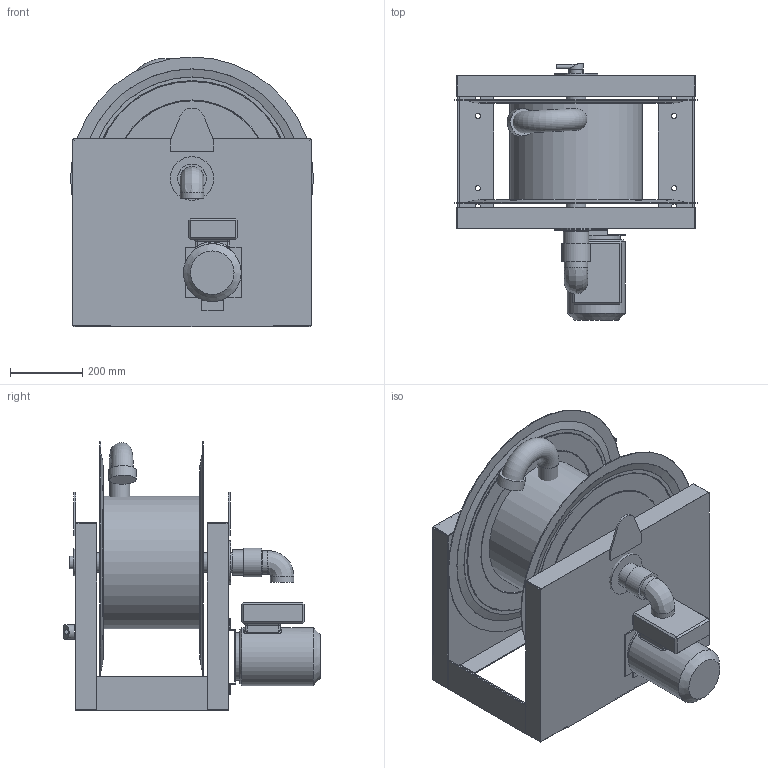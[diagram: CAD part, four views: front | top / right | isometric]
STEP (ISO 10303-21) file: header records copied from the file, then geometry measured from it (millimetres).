
FILE_DESCRIPTION(/* description */ ('Unknown'),/* implementation_level */ '2;1');
FILE_NAME(/* name */ '7721601.100',/* time_stamp */ '2016-08-03T08:43:18+02:00',/* author */ ('Unknown'),/* organization */ ('Unknown'),/* preprocessor_version */ 'ST-DEVELOPER v16.7',/* originating_system */ 'DEX',/* authorisation */ $);
FILE_SCHEMA (('AUTOMOTIVE_DESIGN {1 0 10303 214 3 1 1}'));
Length unit declared in the file: millimetre
Products named in the file (22): 7721601.100; B1467; B1485; B1487; G298; B1099; S650; E062; P223; G341; G342; G436; S651; G631; G624; G340; G339; B1108; B987; G167; S591; B1114
Assembly tree (23 placements, depth 2):
  7721601.100
    B1467
    B1485
    B1487
    G298
    B1099
    S650
    E062
    P223
    G341
    G342
    G436  x2
    S651
    G631
    G624
    G340
    G339  x2
    B1108
    B987
    G167
    S591
    B1114
Bounding box: 670.7 x 708.95 x 745.35 mm (x, y, z)
Volume: 42269715.7 mm3; surface area: 4737483.4 mm2
Topology: 23 solids, 23 shells, 262 faces, 558 edges, 359 vertices
Faces by surface type: plane 183, cylinder 41, cone 17, bspline 13, torus 7, sphere 1
Full cylindrical faces by diameter (mm): 12 x1, 14 x8, 34.8 x1, 40 x1, 54 x1, 54.7 x3, 55 x2, 61.5 x1, 65 x2, 70 x1, 75 x1, 79.5 x1, 120.419 x1, 131 x1, 160 x1, 366 x1, 670.695 x2
Entity records: 8883 total; most frequent: CARTESIAN_POINT 2565, DIRECTION 1029, ORIENTED_EDGE 928, EDGE_CURVE 464, AXIS2_PLACEMENT_3D 356, VERTEX_POINT 320, LINE 317, VECTOR 317
